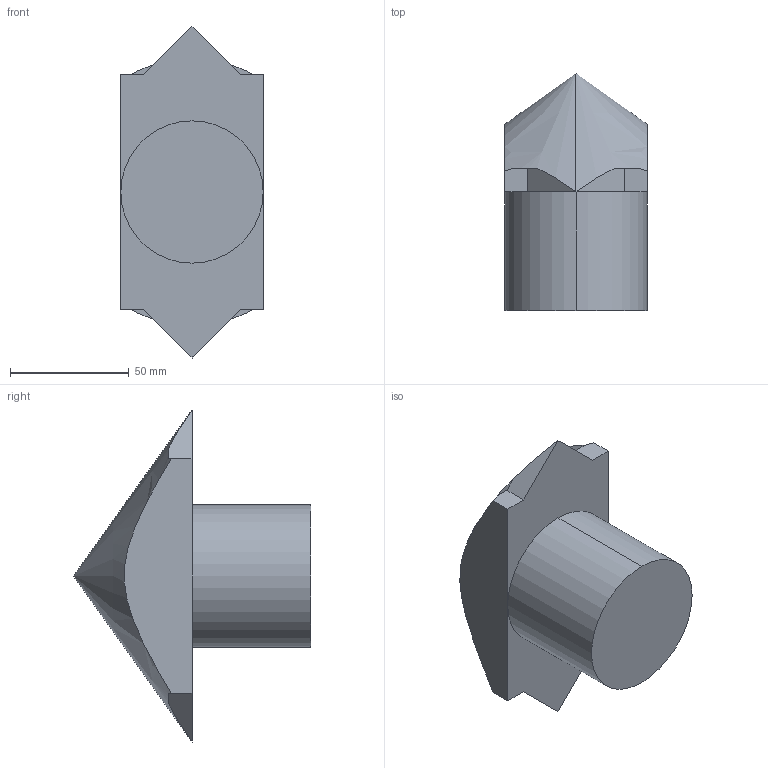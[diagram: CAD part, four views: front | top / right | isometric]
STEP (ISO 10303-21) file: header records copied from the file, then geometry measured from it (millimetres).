
FILE_DESCRIPTION (( 'STEP AP203' ), '1' );
FILE_NAME ('link6_Default_sldprt.STEP', '2024-06-16T18:37:00', ( '' ), ( '' ), 'SwSTEP 2.0', 'SolidWorks 2021', '' );
FILE_SCHEMA (( 'CONFIG_CONTROL_DESIGN' ));
Length unit declared in the file: millimetre
Products named in the file (1): link6_Default_sldprt
Bounding box: 60 x 100 x 140 mm (x, y, z)
Volume: 314811.2 mm3; surface area: 29916.9 mm2
Topology: 1 solids, 1 shells, 21 faces, 54 edges, 33 vertices
Faces by surface type: plane 17, cylinder 2, cone 2
Entity records: 779 total; most frequent: CARTESIAN_POINT 213, ORIENTED_EDGE 104, DIRECTION 96, EDGE_CURVE 52, VERTEX_POINT 33, AXIS2_PLACEMENT_3D 32, LINE 32, VECTOR 32
